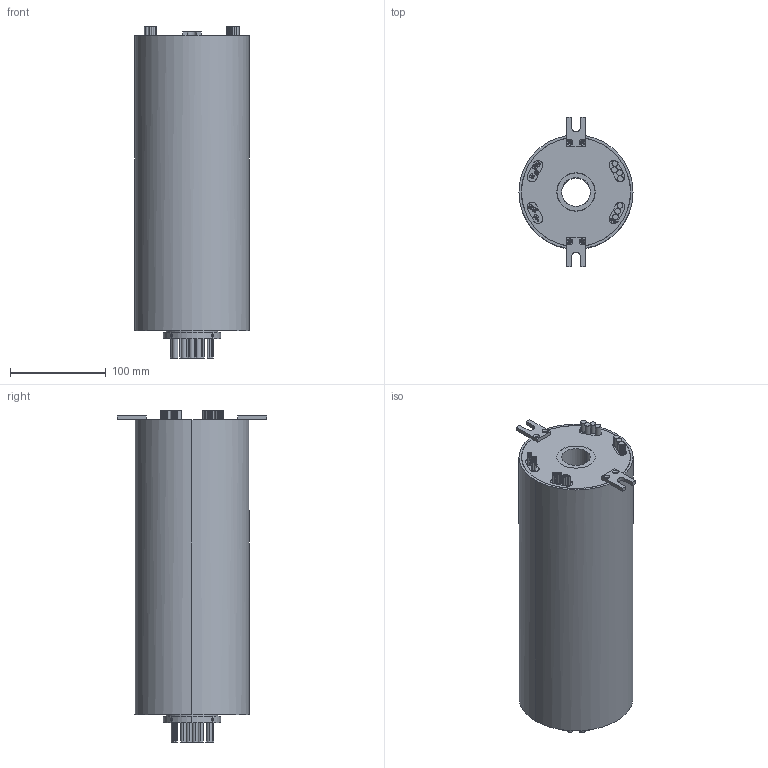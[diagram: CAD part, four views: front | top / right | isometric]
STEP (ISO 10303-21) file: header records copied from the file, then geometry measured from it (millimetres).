
FILE_DESCRIPTION (( 'STEP AP203' ), '1' );
FILE_NAME ('MT3099-P1810-VC.STEP', '2021-01-22T01:43:15', ( '微软用户' ), ( '微软中国' ), 'SwSTEP 2.0', 'SolidWorks 2014', '' );
FILE_SCHEMA (( 'CONFIG_CONTROL_DESIGN' ));
Length unit declared in the file: millimetre
Products named in the file (1): MT3099-P1810-VC
Bounding box: 119 x 156 x 346.2 mm (x, y, z)
Volume: 3231458.6 mm3; surface area: 190726 mm2
Topology: 1 solids, 1 shells, 450 faces, 974 edges, 636 vertices
Faces by surface type: cylinder 276, plane 158, cone 16
Entity records: 12931 total; most frequent: CARTESIAN_POINT 2477, DIRECTION 2408, ORIENTED_EDGE 1932, AXIS2_PLACEMENT_3D 1007, EDGE_CURVE 966, VERTEX_POINT 636, EDGE_LOOP 582, CIRCLE 556
